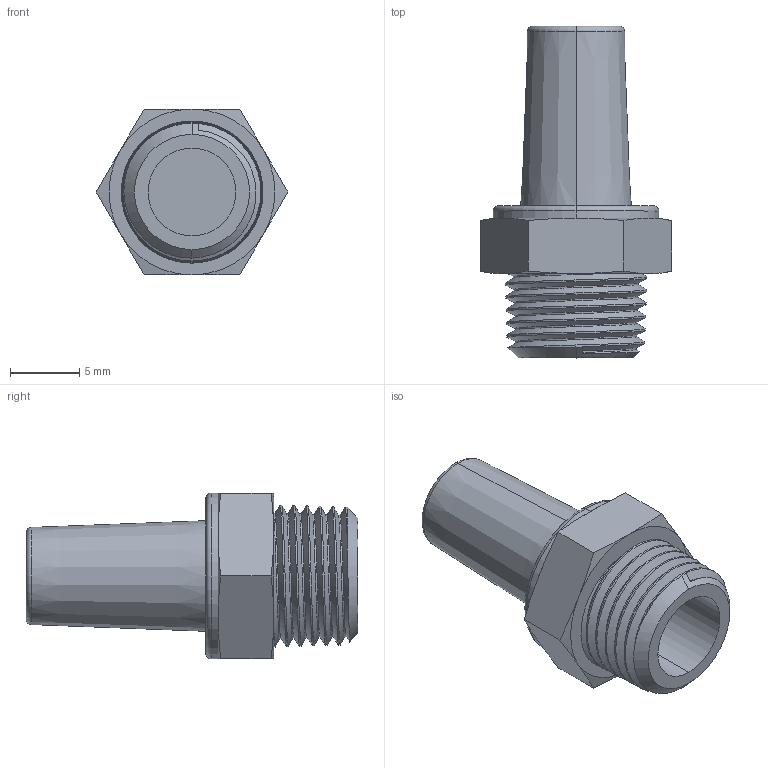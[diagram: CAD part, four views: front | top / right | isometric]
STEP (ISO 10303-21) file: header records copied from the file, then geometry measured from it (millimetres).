
FILE_DESCRIPTION (( 'STEP AP203' ), '1' );
FILE_NAME ('SBC-18N.step', '2023-05-18T13:32:49', ( '' ), ( '' ), 'SwSTEP 2.0', 'SolidWorks 2021', '' );
FILE_SCHEMA (( 'CONFIG_CONTROL_DESIGN' ));
Length unit declared in the file: inch
Products named in the file (1): SBC-18N
Bounding box: 13.86 x 24 x 12 mm (x, y, z)
Volume: 1361.3 mm3; surface area: 1172.5 mm2
Topology: 1 solids, 1 shells, 52 faces, 121 edges, 74 vertices
Faces by surface type: cone 29, plane 12, torus 4, cylinder 4, bspline 3
Entity records: 5048 total; most frequent: CARTESIAN_POINT 3882, ORIENTED_EDGE 242, DIRECTION 198, EDGE_CURVE 121, AXIS2_PLACEMENT_3D 85, VERTEX_POINT 74, B_SPLINE_CURVE_WITH_KNOTS 58, EDGE_LOOP 55
